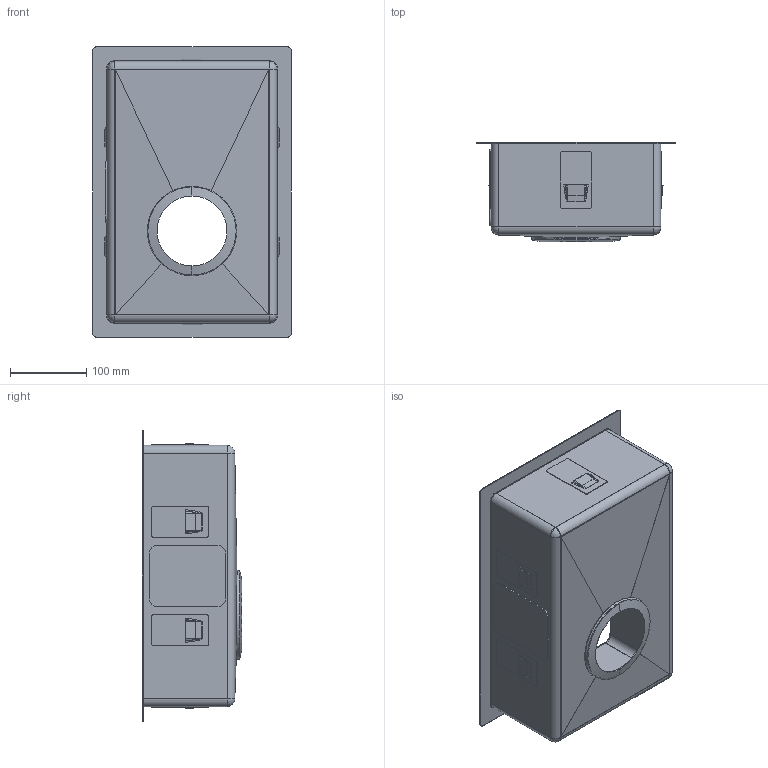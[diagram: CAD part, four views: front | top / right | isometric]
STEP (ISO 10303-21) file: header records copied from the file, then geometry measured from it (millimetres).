
FILE_DESCRIPTION (( 'STEP AP214' ), '1' );
FILE_NAME ('QC-200-10_Vanlife Sink 340-220_Assy_Export_V1.STEP', '2022-09-29T10:27:35', ( '' ), ( '' ), 'SwSTEP 2.0', 'SolidWorks 2021', '' );
FILE_SCHEMA (( 'AUTOMOTIVE_DESIGN' ));
Length unit declared in the file: millimetre
Products named in the file (1): QC-200-10_Vanlife Sink 340-220_Assy_Export_V1
Bounding box: 260 x 130 x 380 mm (x, y, z)
Surface area: 472178.5 mm2 (no closed solid volume)
Topology: 0 solids, 8 shells, 210 faces, 603 edges, 396 vertices
Faces by surface type: cylinder 89, plane 76, cone 13, torus 12, bspline 12, sphere 8
Entity records: 9375 total; most frequent: CARTESIAN_POINT 1839, DIRECTION 1068, ORIENTED_EDGE 1052, EDGE_CURVE 595, VERTEX_POINT 396, AXIS2_PLACEMENT_3D 359, LINE 350, VECTOR 350
